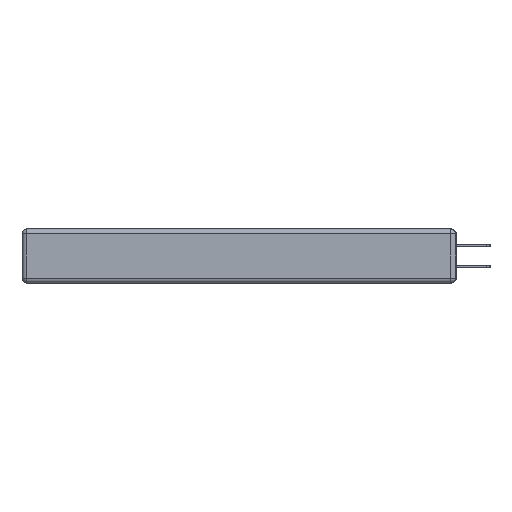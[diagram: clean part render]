
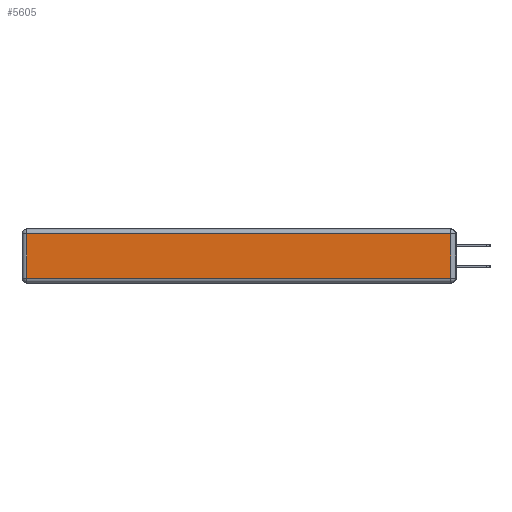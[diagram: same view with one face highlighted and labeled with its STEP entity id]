
A CAD part, left-side view. The second image highlights one B-rep face of the part: STEP entity #5605.
In plain terms, the highlighted planar face has unit normal (-1, 0, 0).
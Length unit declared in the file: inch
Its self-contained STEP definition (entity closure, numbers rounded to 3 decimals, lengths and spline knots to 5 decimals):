
#1931 = DIRECTION ( 'NONE',  ( -1., 0., 0. ) ) ;
#2563 = ORIENTED_EDGE ( 'NONE', *, *, #9176, .T. ) ;
#3188 = VECTOR ( 'NONE', #6365, 39.37008 ) ;
#3404 = VERTEX_POINT ( 'NONE', #6766 ) ;
#4731 = VERTEX_POINT ( 'NONE', #17304 ) ;
#5010 = VECTOR ( 'NONE', #7727, 39.37008 ) ;
#5605 = ADVANCED_FACE ( 'NONE', ( #16661 ), #15345, .T. ) ;
#5607 = DIRECTION ( 'NONE',  ( 0., -1., 0. ) ) ;
#6365 = DIRECTION ( 'NONE',  ( 0., 1., 0. ) ) ;
#6418 = VERTEX_POINT ( 'NONE', #24379 ) ;
#6766 = CARTESIAN_POINT ( 'NONE',  ( 0., 0.03, -0.313 ) ) ;
#7727 = DIRECTION ( 'NONE',  ( 0., 0., -1. ) ) ;
#7934 = VERTEX_POINT ( 'NONE', #25361 ) ;
#9176 = EDGE_CURVE ( 'NONE', #4731, #7934, #12649, .T. ) ;
#9744 = EDGE_CURVE ( 'NONE', #6418, #3404, #10859, .T. ) ;
#10722 = DIRECTION ( 'NONE',  ( 0., 0., 1. ) ) ;
#10859 = LINE ( 'NONE', #16784, #12965 ) ;
#10886 = AXIS2_PLACEMENT_3D ( 'NONE', #15431, #1931, #10722 ) ;
#11526 = ORIENTED_EDGE ( 'NONE', *, *, #21018, .T. ) ;
#12412 = ORIENTED_EDGE ( 'NONE', *, *, #9744, .T. ) ;
#12649 = LINE ( 'NONE', #26609, #3188 ) ;
#12965 = VECTOR ( 'NONE', #5607, 39.37008 ) ;
#14114 = EDGE_LOOP ( 'NONE', ( #12412, #11526, #2563, #18652 ) ) ;
#15017 = LINE ( 'NONE', #27789, #26166 ) ;
#15345 = PLANE ( 'NONE',  #10886 ) ;
#15431 = CARTESIAN_POINT ( 'NONE',  ( 0., 0., -0.343 ) ) ;
#16661 = FACE_OUTER_BOUND ( 'NONE', #14114, .T. ) ;
#16784 = CARTESIAN_POINT ( 'NONE',  ( 0., 0., -0.313 ) ) ;
#17304 = CARTESIAN_POINT ( 'NONE',  ( 0., 0.03, -0.03 ) ) ;
#18652 = ORIENTED_EDGE ( 'NONE', *, *, #18962, .T. ) ;
#18811 = DIRECTION ( 'NONE',  ( 0., 0., 1. ) ) ;
#18962 = EDGE_CURVE ( 'NONE', #7934, #6418, #27391, .T. ) ;
#21018 = EDGE_CURVE ( 'NONE', #3404, #4731, #15017, .T. ) ;
#24379 = CARTESIAN_POINT ( 'NONE',  ( 0., 2.72, -0.313 ) ) ;
#25361 = CARTESIAN_POINT ( 'NONE',  ( 0., 2.72, -0.03 ) ) ;
#25916 = CARTESIAN_POINT ( 'NONE',  ( 0., 2.72, -0.343 ) ) ;
#26166 = VECTOR ( 'NONE', #18811, 39.37008 ) ;
#26609 = CARTESIAN_POINT ( 'NONE',  ( 0., 2.75, -0.03 ) ) ;
#27391 = LINE ( 'NONE', #25916, #5010 ) ;
#27789 = CARTESIAN_POINT ( 'NONE',  ( 0., 0.03, -0.343 ) ) ;
